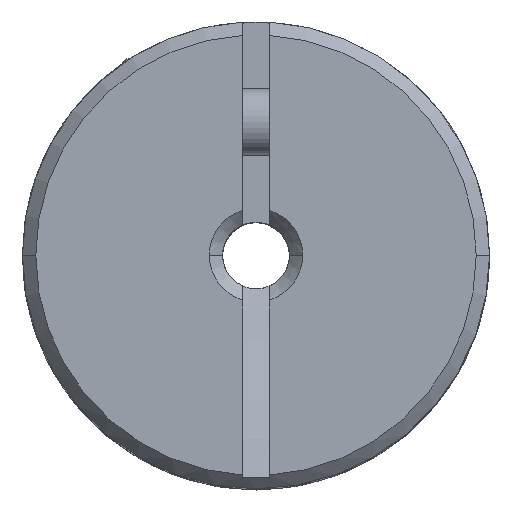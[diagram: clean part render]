
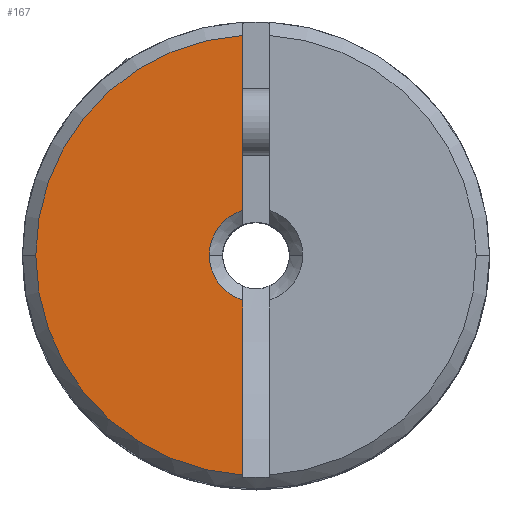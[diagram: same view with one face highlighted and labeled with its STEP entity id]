
A CAD part, top view. The second image highlights one B-rep face of the part: STEP entity #167.
In plain terms, the highlighted planar face has unit normal (0, 0, 1).
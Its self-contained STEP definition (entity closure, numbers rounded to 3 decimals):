
#167=ADVANCED_FACE('',(#428),#429,.F.);
#428=FACE_OUTER_BOUND('',#11752,.T.);
#429=PLANE('',#11753);
#11752=EDGE_LOOP('',(#12837,#12838,#12839,#12840,#12841,#12842));
#11753=AXIS2_PLACEMENT_3D('',#12843,#12844,#12845);
#12837=ORIENTED_EDGE('',*,*,#13225,.T.);
#12838=ORIENTED_EDGE('',*,*,#13096,.F.);
#12839=ORIENTED_EDGE('',*,*,#13132,.F.);
#12840=ORIENTED_EDGE('',*,*,#13214,.T.);
#12841=ORIENTED_EDGE('',*,*,#13107,.F.);
#12842=ORIENTED_EDGE('',*,*,#13127,.F.);
#12843=CARTESIAN_POINT('',(0.0,0.0,21.0));
#12844=DIRECTION('',(0.0,0.0,-1.0));
#12845=DIRECTION('',(-1.0,0.0,0.0));
#13096=EDGE_CURVE('',#13669,#13672,#13673,.T.);
#13107=EDGE_CURVE('',#13689,#13691,#13692,.T.);
#13127=EDGE_CURVE('',#13724,#13689,#13726,.T.);
#13132=EDGE_CURVE('',#13731,#13669,#13733,.T.);
#13214=EDGE_CURVE('',#13731,#13691,#13843,.T.);
#13225=EDGE_CURVE('',#13724,#13672,#13854,.T.);
#13669=VERTEX_POINT('',#30742);
#13672=VERTEX_POINT('',#30746);
#13673=CIRCLE('',#30747,1.4);
#13689=VERTEX_POINT('',#30772);
#13691=VERTEX_POINT('',#30775);
#13692=CIRCLE('',#30776,6.6);
#13724=VERTEX_POINT('',#30825);
#13726=CIRCLE('',#30828,6.6);
#13731=VERTEX_POINT('',#30836);
#13733=CIRCLE('',#30841,1.4);
#13843=LINE('',#31501,#31502);
#13854=LINE('',#31519,#31520);
#30742=CARTESIAN_POINT('',(-1.4,0.,21.0));
#30746=CARTESIAN_POINT('',(-0.4,-1.342,21.0));
#30747=AXIS2_PLACEMENT_3D('',#31826,#31827,#31828);
#30772=CARTESIAN_POINT('',(-6.6,0.,21.0));
#30775=CARTESIAN_POINT('',(-0.4,6.588,21.0));
#30776=AXIS2_PLACEMENT_3D('',#31845,#31846,#31847);
#30825=CARTESIAN_POINT('',(-0.4,-6.588,21.0));
#30828=AXIS2_PLACEMENT_3D('',#31884,#31885,#31886);
#30836=CARTESIAN_POINT('',(-0.4,1.342,21.0));
#30841=AXIS2_PLACEMENT_3D('',#31893,#31894,#31895);
#31501=CARTESIAN_POINT('',(-0.4,1.342,21.0));
#31502=VECTOR('',#32014,5.246);
#31519=CARTESIAN_POINT('',(-0.4,-6.588,21.0));
#31520=VECTOR('',#32033,5.246);
#31826=CARTESIAN_POINT('',(0.0,0.0,21.0));
#31827=DIRECTION('',(0.0,0.0,1.0));
#31828=DIRECTION('',(-1.0,0.0,0.0));
#31845=CARTESIAN_POINT('',(0.0,0.0,21.0));
#31846=DIRECTION('',(0.0,0.0,-1.0));
#31847=DIRECTION('',(-1.0,0.0,0.0));
#31884=CARTESIAN_POINT('',(0.0,0.0,21.0));
#31885=DIRECTION('',(0.0,0.0,-1.0));
#31886=DIRECTION('',(-1.0,0.0,0.0));
#31893=CARTESIAN_POINT('',(0.0,0.0,21.0));
#31894=DIRECTION('',(0.0,0.0,1.0));
#31895=DIRECTION('',(-1.0,0.0,0.0));
#32014=DIRECTION('',(0.0,1.0,0.0));
#32033=DIRECTION('',(0.0,1.0,0.0));
